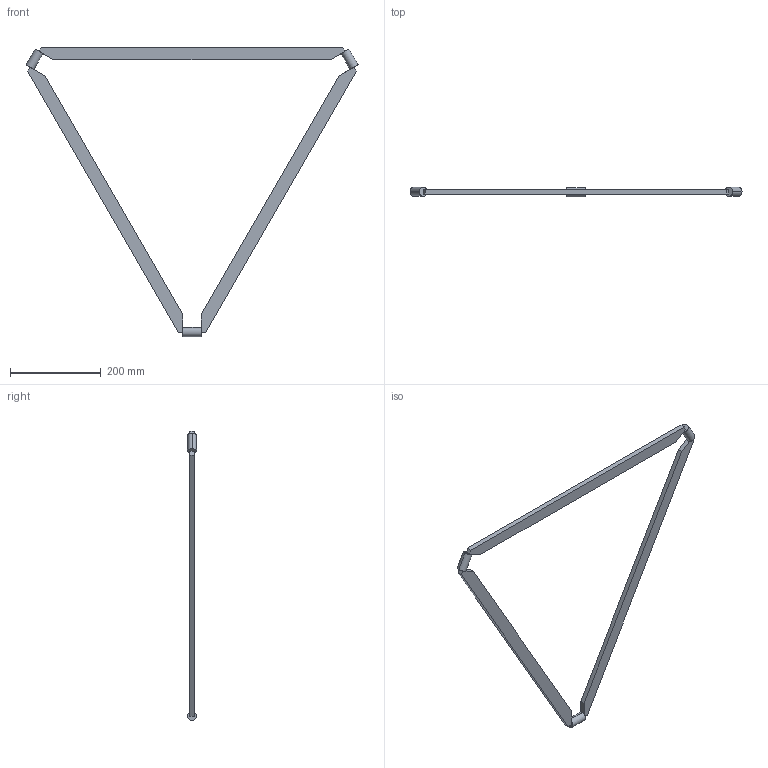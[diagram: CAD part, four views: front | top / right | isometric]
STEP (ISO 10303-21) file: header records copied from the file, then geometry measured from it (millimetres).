
FILE_DESCRIPTION (( 'STEP AP203' ), '1' );
FILE_NAME ('base_Predeterminado_sldprt.STEP', '2021-01-06T19:06:21', ( '' ), ( '' ), 'SwSTEP 2.0', 'SolidWorks 2019', '' );
FILE_SCHEMA (( 'CONFIG_CONTROL_DESIGN' ));
Length unit declared in the file: millimetre
Products named in the file (1): base_Predeterminado_sldprt
Bounding box: 730.14 x 20 x 635.98 mm (x, y, z)
Volume: 572320.9 mm3; surface area: 156172.7 mm2
Topology: 1 solids, 1 shells, 36 faces, 96 edges, 60 vertices
Faces by surface type: plane 30, cylinder 6
Entity records: 1189 total; most frequent: DIRECTION 194, CARTESIAN_POINT 193, ORIENTED_EDGE 192, EDGE_CURVE 96, LINE 72, VECTOR 72, AXIS2_PLACEMENT_3D 61, VERTEX_POINT 60
